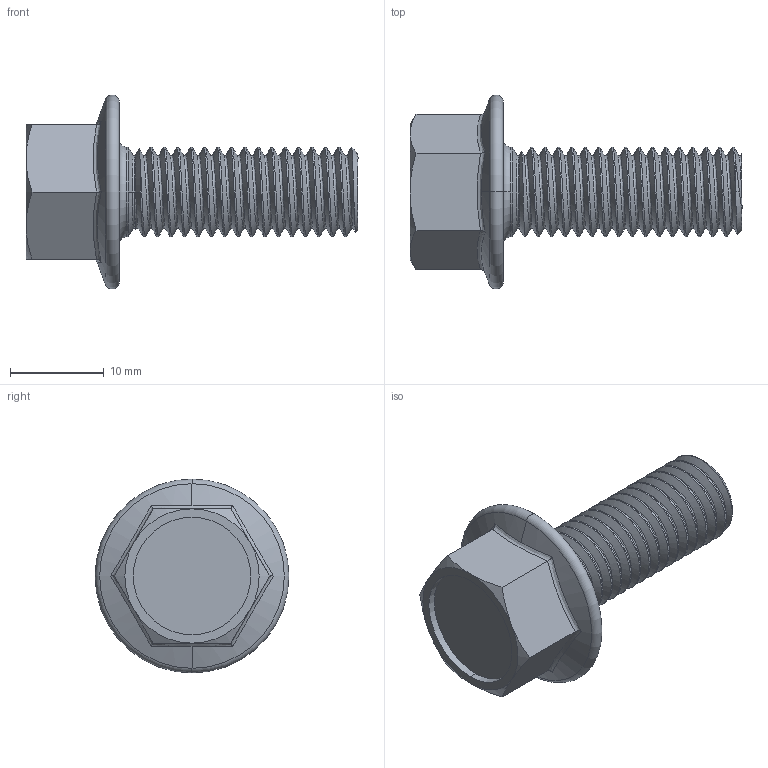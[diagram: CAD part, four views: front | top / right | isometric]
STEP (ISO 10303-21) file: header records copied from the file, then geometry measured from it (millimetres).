
FILE_DESCRIPTION (( 'STEP AP214' ), '1' );
FILE_NAME ('B006HYEUPY.3D.STP', '2013-08-13T10:53:46', ( '' ), ( '' ), 'SwSTEP 2.0', 'SolidWorks 2012', '' );
FILE_SCHEMA (( 'AUTOMOTIVE_DESIGN' ));
Length unit declared in the file: inch
Products named in the file (1): B006HYEUPY.3D
Bounding box: 35.32 x 20.64 x 20.64 mm (x, y, z)
Volume: 3416 mm3; surface area: 2254.2 mm2
Topology: 1 solids, 1 shells, 79 faces, 200 edges, 125 vertices
Faces by surface type: cylinder 37, cone 15, plane 10, bspline 9, torus 8
Entity records: 6928 total; most frequent: CARTESIAN_POINT 5279, ORIENTED_EDGE 400, DIRECTION 274, EDGE_CURVE 200, VERTEX_POINT 125, AXIS2_PLACEMENT_3D 112, EDGE_LOOP 81, ADVANCED_FACE 79
